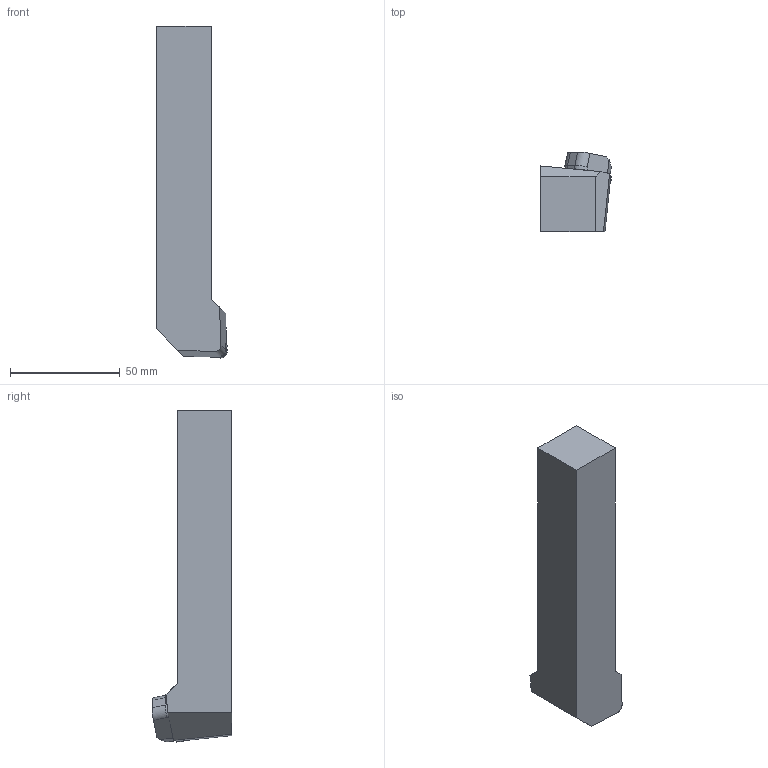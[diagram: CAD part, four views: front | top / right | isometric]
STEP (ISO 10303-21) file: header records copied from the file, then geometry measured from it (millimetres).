
FILE_DESCRIPTION(/* description */ (''),/* implementation_level */ '2;1');
FILE_NAME(/* name */ '1516633135203.stp',/* time_stamp */ '2018-01-22T15:58:59+01:00',/* author */ (''),/* organization */ ('SMS'),/* preprocessor_version */ 'ST-DEVELOPER v15',/* originating_system */ 'SIEMENS PLM Software NX 8.5',/* authorisation */ '');
FILE_SCHEMA (('AUTOMOTIVE_DESIGN { 1 0 10303 214 3 1 1 1 }'));
Length unit declared in the file: millimetre
Products named in the file (4): ASSEMBLY_CONSTRUCTION; 201389065mod000_00; 201400108mod000_00; 201400109mod000_00
Assembly tree (3 placements, depth 2):
  201400109mod000_00
    201400108mod000_00
    201389065mod000_00
    ASSEMBLY_CONSTRUCTION
Bounding box: 32.2 x 36.34 x 151 mm (x, y, z)
Volume: 97455.4 mm3; surface area: 17098.3 mm2
Topology: 2 solids, 3 shells, 39 faces, 96 edges, 71 vertices
Faces by surface type: plane 28, cylinder 5, extrusion 5, cone 1
Full cylindrical faces by diameter (mm): 6.35 x1
Entity records: 1478 total; most frequent: CARTESIAN_POINT 385, DIRECTION 196, ORIENTED_EDGE 184, EDGE_CURVE 92, VECTOR 78, LINE 73, VERTEX_POINT 62, AXIS2_PLACEMENT_3D 59
